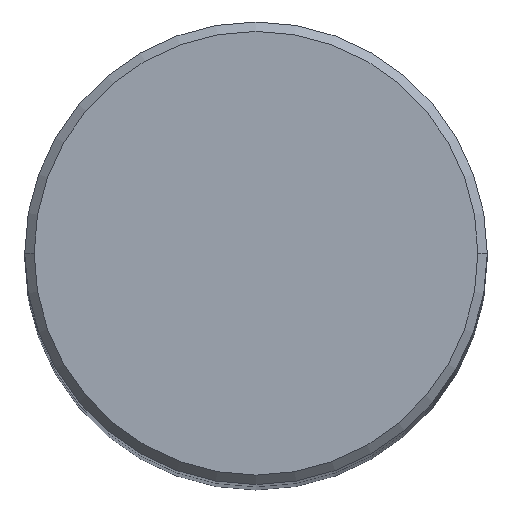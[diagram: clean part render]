
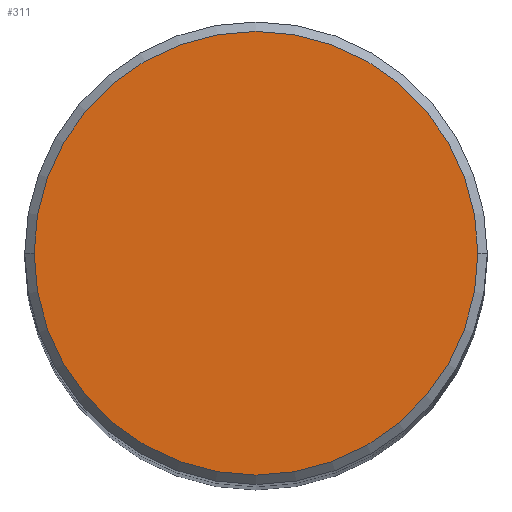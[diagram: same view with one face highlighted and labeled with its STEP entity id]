
A CAD part, top view. The second image highlights one B-rep face of the part: STEP entity #311.
In plain terms, the highlighted planar face has unit normal (0, 0, 1).
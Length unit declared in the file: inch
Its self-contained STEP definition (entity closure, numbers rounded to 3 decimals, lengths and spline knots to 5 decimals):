
#27 = VERTEX_POINT ( 'NONE', #129 ) ;
#28 = CARTESIAN_POINT ( 'NONE',  ( -0.47215, 0., 0. ) ) ;
#73 = DIRECTION ( 'NONE',  ( -1., 0., 0. ) ) ;
#75 = DIRECTION ( 'NONE',  ( 1., 0., 0. ) ) ;
#84 = DIRECTION ( 'NONE',  ( 0., 0., 1. ) ) ;
#126 = EDGE_CURVE ( 'NONE', #153, #27, #239, .T. ) ;
#129 = CARTESIAN_POINT ( 'NONE',  ( 0.47215, 0., 0. ) ) ;
#153 = VERTEX_POINT ( 'NONE', #28 ) ;
#192 = DIRECTION ( 'NONE',  ( 0., 0., -1. ) ) ;
#203 = AXIS2_PLACEMENT_3D ( 'NONE', #361, #84, #248 ) ;
#213 = PLANE ( 'NONE',  #294 ) ;
#227 = AXIS2_PLACEMENT_3D ( 'NONE', #307, #334, #75 ) ;
#233 = CIRCLE ( 'NONE', #227, 0.47215 ) ;
#239 = CIRCLE ( 'NONE', #203, 0.47215 ) ;
#248 = DIRECTION ( 'NONE',  ( 1., 0., 0. ) ) ;
#249 = ORIENTED_EDGE ( 'NONE', *, *, #126, .T. ) ;
#251 = EDGE_LOOP ( 'NONE', ( #249, #333 ) ) ;
#294 = AXIS2_PLACEMENT_3D ( 'NONE', #358, #192, #73 ) ;
#303 = FACE_OUTER_BOUND ( 'NONE', #251, .T. ) ;
#307 = CARTESIAN_POINT ( 'NONE',  ( 0., 0., 0. ) ) ;
#311 = ADVANCED_FACE ( 'NONE', ( #303 ), #213, .F. ) ;
#333 = ORIENTED_EDGE ( 'NONE', *, *, #345, .T. ) ;
#334 = DIRECTION ( 'NONE',  ( 0., 0., 1. ) ) ;
#345 = EDGE_CURVE ( 'NONE', #27, #153, #233, .T. ) ;
#358 = CARTESIAN_POINT ( 'NONE',  ( 0., 0.47215, 0. ) ) ;
#361 = CARTESIAN_POINT ( 'NONE',  ( 0., 0., 0. ) ) ;
